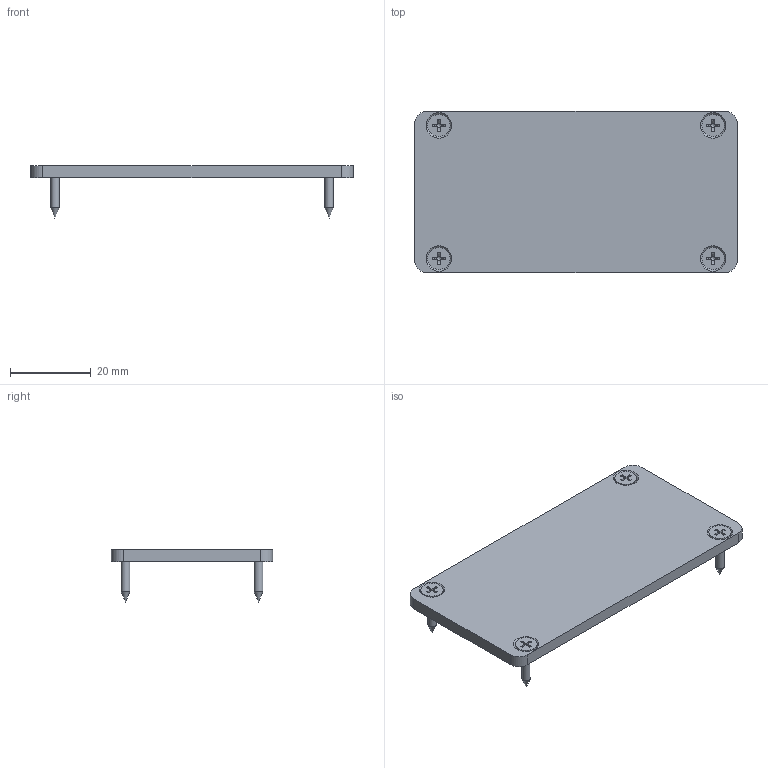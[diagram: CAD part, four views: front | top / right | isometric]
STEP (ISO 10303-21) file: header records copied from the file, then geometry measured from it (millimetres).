
FILE_DESCRIPTION(/* description */ (''),/* implementation_level */ '2;1');
FILE_NAME(/* name */ '143342',/* time_stamp */ '2014-10-06T14:08:30+02:00',/* author */ (''),/* organization */ (''),/* preprocessor_version */ 'ST-DEVELOPER v14',/* originating_system */ 'HiCAD 2013 1802.4 Build 509',/* authorisation */ '');
FILE_SCHEMA (('AUTOMOTIVE_DESIGN { 1 0 10303 214 1 1 1 1 }'));
Length unit declared in the file: millimetre
Products named in the file (6): Root; 143342Afdekkap kabelprofiel 40x80BOIKON0; 143346Schroef  DIN7982 ST 2.9 x 13 A2Tapping screws0
Assembly tree (5 placements, depth 3):
  Root
    143342Afdekkap kabelprofiel 40x80BOIKON0
      143346Schroef  DIN7982 ST 2.9 x 13 A2Tapping screws0
      143346Schroef  DIN7982 ST 2.9 x 13 A2Tapping screws0
      143346Schroef  DIN7982 ST 2.9 x 13 A2Tapping screws0
      143346Schroef  DIN7982 ST 2.9 x 13 A2Tapping screws0
Bounding box: 80 x 40 x 12.99 mm (x, y, z)
Volume: 9660.9 mm3; surface area: 7658.7 mm2
Topology: 5 solids, 5 shells, 110 faces, 300 edges, 201 vertices
Faces by surface type: cone 52, plane 42, cylinder 16
Full cylindrical faces by diameter (mm): 2.18 x4, 3.4 x4, 5.5 x4
Entity records: 5899 total; most frequent: DIRECTION 672, CARTESIAN_POINT 557, PRESENTATION_STYLE_ASSIGNMENT 501, COLOUR_RGB 498, DRAUGHTING_PRE_DEFINED_CURVE_FONT 496, CURVE_STYLE 496, OVER_RIDING_STYLED_ITEM 496, ORIENTED_EDGE 496
